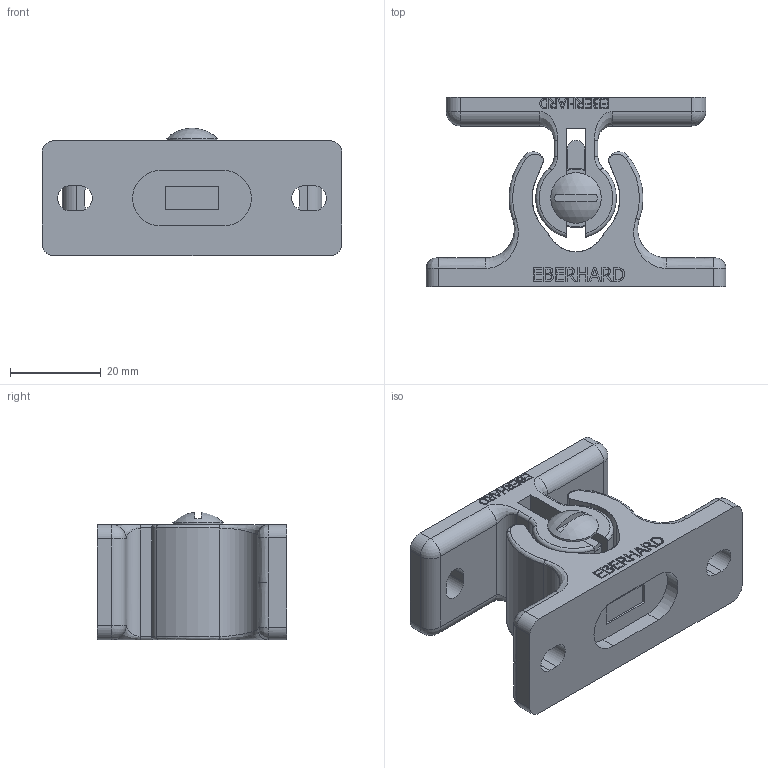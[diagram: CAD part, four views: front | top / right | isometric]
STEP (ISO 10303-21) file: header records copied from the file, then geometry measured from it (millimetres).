
FILE_DESCRIPTION((''),'2;1');
FILE_NAME('1-555-2.stp','2013-01-25T14:38:27',('fredp'),(''),'Autodesk Inventor 2013','Autodesk Inventor 2013','');
FILE_SCHEMA(('AUTOMOTIVE_DESIGN { 1 0 10303 214 1 1 1 1 }'));
Length unit declared in the file: inch
Products named in the file (1): 1-555-2
Bounding box: 66.04 x 41.78 x 28.14 mm (x, y, z)
Volume: 31188.9 mm3; surface area: 17038 mm2
Topology: 6 solids, 6 shells, 457 faces, 1168 edges, 753 vertices
Faces by surface type: plane 262, bspline 120, cylinder 61, torus 8, sphere 5, cone 1
Full cylindrical faces by diameter (mm): 4.369 x1, 4.826 x2, 5.08 x2, 11.125 x1, 12.7 x1, 13.106 x1
Entity records: 17673 total; most frequent: CARTESIAN_POINT 6986, ORIENTED_EDGE 2308, DIRECTION 1650, EDGE_CURVE 1154, VECTOR 758, LINE 758, VERTEX_POINT 752, EDGE_LOOP 514
